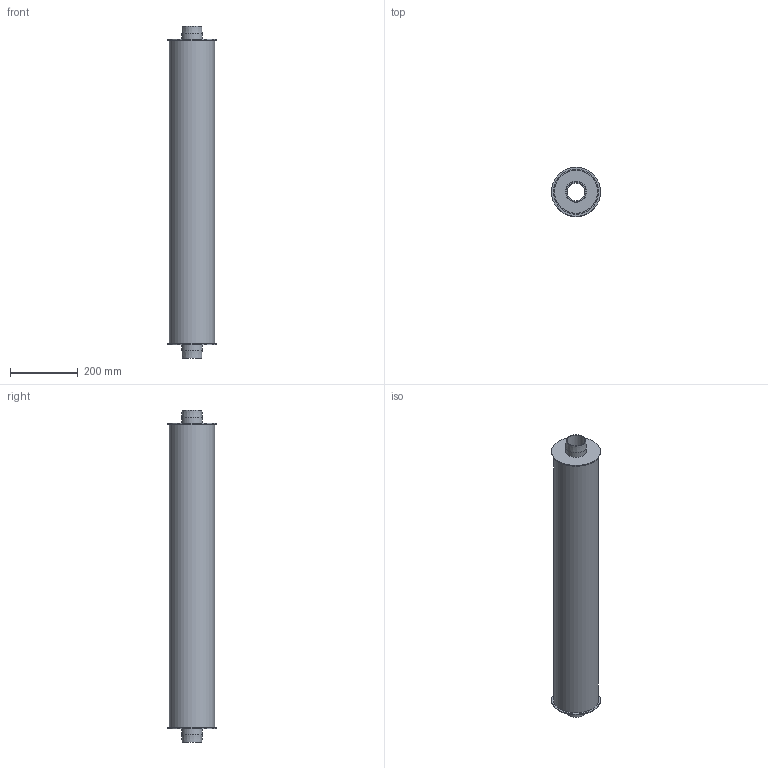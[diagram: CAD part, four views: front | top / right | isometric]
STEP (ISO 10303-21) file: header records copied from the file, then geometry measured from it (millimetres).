
FILE_DESCRIPTION(/* description */ (''),/* implementation_level */ '2;1');
FILE_NAME(/* name */ 'HD 02 G.stp',/* time_stamp */ '2014-10-13T16:04:26+02:00',/* author */ ('Tekenkamer'),/* organization */ (''),/* preprocessor_version */ 'ST-DEVELOPER v15.6',/* originating_system */ 'Autodesk Inventor 2015',/* authorisation */ '');
FILE_SCHEMA (('AUTOMOTIVE_DESIGN { 1 0 10303 214 3 1 1 }'));
Length unit declared in the file: millimetre
Products named in the file (3): MAAT3D; JIS B 2302 Long Nipple 2 x 150; Assembly9
Assembly tree (3 placements, depth 2):
  Assembly9
    MAAT3D
    JIS B 2302 Long Nipple 2 x 150  x2
Bounding box: 145 x 145 x 980 mm (x, y, z)
Volume: 1363401.1 mm3; surface area: 900364.1 mm2
Topology: 5 solids, 5 shells, 24 faces, 38 edges, 24 vertices
Faces by surface type: cylinder 10, plane 10, cone 4
Full cylindrical faces by diameter (mm): 52.9 x2, 60.083 x2, 62.3 x2, 127 x1, 133 x1, 145 x2
Entity records: 465 total; most frequent: DIRECTION 84, CARTESIAN_POINT 60, AXIS2_PLACEMENT_3D 42, EDGE_LOOP 36, ORIENTED_EDGE 36, FACE_BOUND 18, FACE_OUTER_BOUND 18, CIRCLE 18
